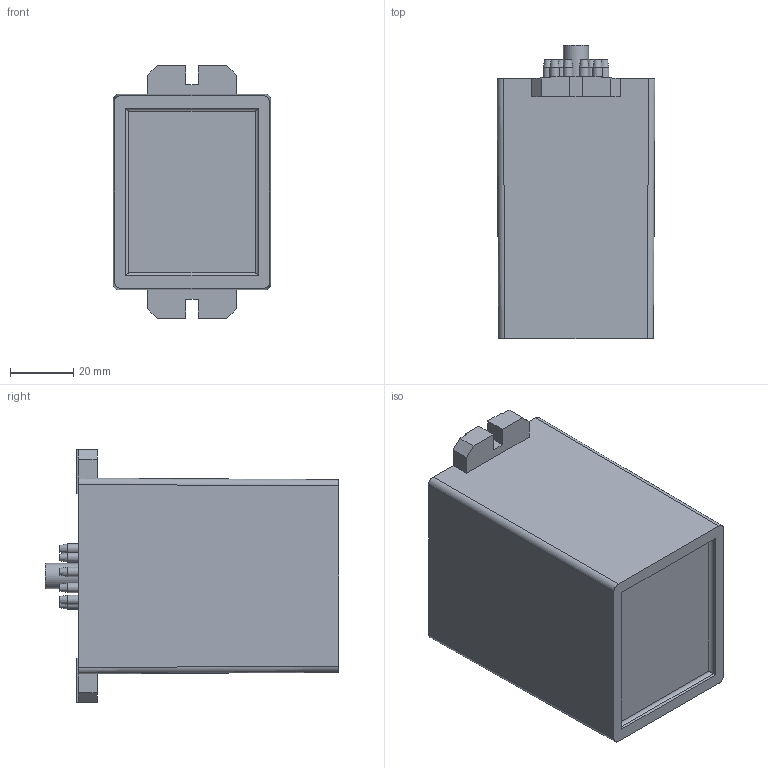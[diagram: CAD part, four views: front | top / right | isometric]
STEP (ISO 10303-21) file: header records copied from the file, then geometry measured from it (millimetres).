
FILE_DESCRIPTION((''),'2;1');
FILE_NAME('GSA.stp','2014-11-18T12:39:18',('AHN'),(''),'Autodesk Inventor 2012','Autodesk Inventor 2012','');
FILE_SCHEMA(('CONFIG_CONTROL_DESIGN'));
Length unit declared in the file: millimetre
Products named in the file (1): GSA
Bounding box: 50 x 93 x 80 mm (x, y, z)
Volume: 238566.3 mm3; surface area: 28359.9 mm2
Topology: 1 solids, 1 shells, 92 faces, 209 edges, 133 vertices
Faces by surface type: plane 56, cylinder 25, cone 11
Full cylindrical faces by diameter (mm): 3 x12, 8 x1
Entity records: 2460 total; most frequent: DIRECTION 424, CARTESIAN_POINT 411, ORIENTED_EDGE 370, EDGE_CURVE 185, AXIS2_PLACEMENT_3D 146, VERTEX_POINT 133, VECTOR 132, LINE 132
